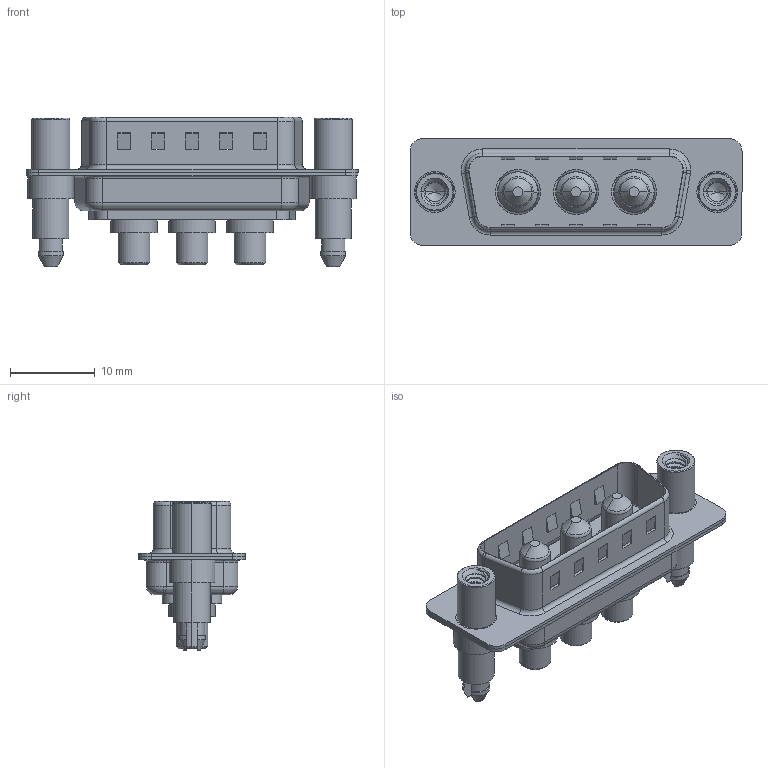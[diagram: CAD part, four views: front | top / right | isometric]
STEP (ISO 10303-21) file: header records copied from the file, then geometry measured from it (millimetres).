
FILE_DESCRIPTION (( 'STEP AP203' ), '1' );
FILE_NAME ('627-3W3-624-4T6.STEP', '2019-05-24T18:25:12', ( '' ), ( '' ), 'SwSTEP 2.0', 'SolidWorks 2016', '' );
FILE_SCHEMA (( 'CONFIG_CONTROL_DESIGN' ));
Length unit declared in the file: millimetre
Products named in the file (6): 627Combo Housing_3W3; 627Combo Shell Rear_15 Contacts; 627Combo Shell Front_15 Contacts; 627Combo Threaded Standoff and Boardlock_6; Power Pin_40A S; 627-3W3-624-4T6
Assembly tree (8 placements, depth 2):
  627-3W3-624-4T6
    627Combo Housing_3W3
    627Combo Shell Rear_15 Contacts
    627Combo Shell Front_15 Contacts
    627Combo Threaded Standoff and Boardlock_6  x2
    Power Pin_40A S  x3
Bounding box: 39.15 x 12.6 x 17.6 mm (x, y, z)
Volume: 2443 mm3; surface area: 5207.3 mm2
Topology: 11 solids, 11 shells, 512 faces, 1240 edges, 776 vertices
Faces by surface type: cylinder 218, plane 187, torus 56, cone 39, bspline 12
Entity records: 13185 total; most frequent: CARTESIAN_POINT 3206, DIRECTION 2018, ORIENTED_EDGE 1890, EDGE_CURVE 945, AXIS2_PLACEMENT_3D 752, VERTEX_POINT 595, VECTOR 514, LINE 514
